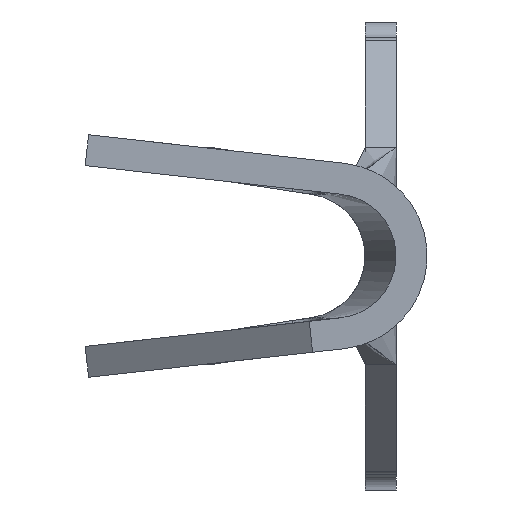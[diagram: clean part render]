
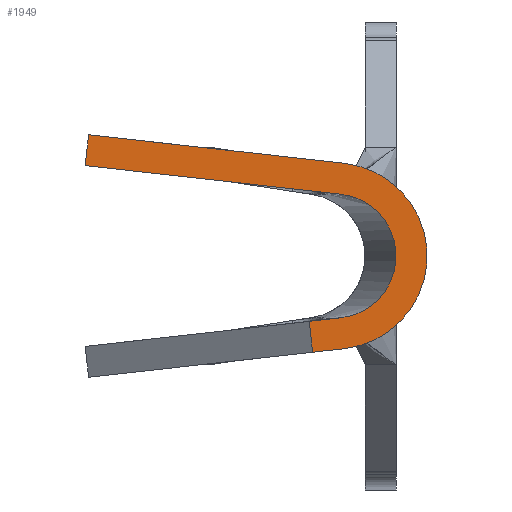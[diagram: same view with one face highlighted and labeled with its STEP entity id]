
A CAD part, left-side view. The second image highlights one B-rep face of the part: STEP entity #1949.
In plain terms, the highlighted planar face has unit normal (-1, 0, 0).
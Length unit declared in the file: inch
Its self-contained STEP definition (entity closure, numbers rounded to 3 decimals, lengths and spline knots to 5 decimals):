
#1 = CARTESIAN_POINT ( 'NONE',  ( -0.467, 0.03556, -0.03975 ) ) ;
#23 = EDGE_CURVE ( 'NONE', #870, #1429, #2870, .T. ) ;
#71 = EDGE_CURVE ( 'NONE', #860, #870, #797, .T. ) ;
#135 = VERTEX_POINT ( 'NONE', #1257 ) ;
#275 = CARTESIAN_POINT ( 'NONE',  ( -0.467, 0.03334, -0.05963 ) ) ;
#327 = DIRECTION ( 'NONE',  ( -1., 0., 0. ) ) ;
#634 = CARTESIAN_POINT ( 'NONE',  ( -0.467, 0.05368, -0.0619 ) ) ;
#662 = CARTESIAN_POINT ( 'NONE',  ( -0.467, 0.04, 0. ) ) ;
#665 = FACE_OUTER_BOUND ( 'NONE', #3810, .T. ) ;
#739 = AXIS2_PLACEMENT_3D ( 'NONE', #877, #2231, #3573 ) ;
#797 = CIRCLE ( 'NONE', #739, 0.06 ) ;
#860 = VERTEX_POINT ( 'NONE', #3667 ) ;
#870 = VERTEX_POINT ( 'NONE', #3011 ) ;
#877 = CARTESIAN_POINT ( 'NONE',  ( -0.467, 0.04, 0. ) ) ;
#909 = EDGE_CURVE ( 'NONE', #3368, #4288, #2700, .T. ) ;
#945 = VECTOR ( 'NONE', #1191, 39.37008 ) ;
#1005 = LINE ( 'NONE', #2356, #3768 ) ;
#1021 = DIRECTION ( 'NONE',  ( 0., -0.111, -0.994 ) ) ;
#1048 = ORIENTED_EDGE ( 'NONE', *, *, #71, .T. ) ;
#1084 = ORIENTED_EDGE ( 'NONE', *, *, #3050, .T. ) ;
#1184 = CARTESIAN_POINT ( 'NONE',  ( -0.467, 0.19778, 0.078 ) ) ;
#1191 = DIRECTION ( 'NONE',  ( 0., 0.994, 0.111 ) ) ;
#1257 = CARTESIAN_POINT ( 'NONE',  ( -0.467, 0.2, 0.05812 ) ) ;
#1270 = DIRECTION ( 'NONE',  ( 0., -0.994, -0.111 ) ) ;
#1285 = ORIENTED_EDGE ( 'NONE', *, *, #1637, .T. ) ;
#1308 = CIRCLE ( 'NONE', #3199, 0.04 ) ;
#1364 = DIRECTION ( 'NONE',  ( 0., 0.994, -0.111 ) ) ;
#1429 = VERTEX_POINT ( 'NONE', #1184 ) ;
#1533 = EDGE_CURVE ( 'NONE', #135, #3657, #2947, .T. ) ;
#1536 = CARTESIAN_POINT ( 'NONE',  ( -0.467, 0.0559, -0.04202 ) ) ;
#1634 = DIRECTION ( 'NONE',  ( 0., -0.994, 0.111 ) ) ;
#1637 = EDGE_CURVE ( 'NONE', #1429, #135, #1005, .T. ) ;
#1646 = EDGE_CURVE ( 'NONE', #3657, #3310, #1308, .T. ) ;
#1685 = DIRECTION ( 'NONE',  ( 0., 0., 1. ) ) ;
#1789 = AXIS2_PLACEMENT_3D ( 'NONE', #3367, #327, #1685 ) ;
#1949 = ADVANCED_FACE ( 'NONE', ( #665 ), #2022, .T. ) ;
#2020 = DIRECTION ( 'NONE',  ( 1., 0., 0. ) ) ;
#2022 = PLANE ( 'NONE',  #1789 ) ;
#2051 = ORIENTED_EDGE ( 'NONE', *, *, #1646, .T. ) ;
#2231 = DIRECTION ( 'NONE',  ( -1., 0., 0. ) ) ;
#2269 = VECTOR ( 'NONE', #1021, 39.37008 ) ;
#2356 = CARTESIAN_POINT ( 'NONE',  ( -0.467, 0.2, 0.05812 ) ) ;
#2448 = ORIENTED_EDGE ( 'NONE', *, *, #3880, .T. ) ;
#2523 = CARTESIAN_POINT ( 'NONE',  ( -0.467, 0.03556, -0.03975 ) ) ;
#2593 = ORIENTED_EDGE ( 'NONE', *, *, #1533, .T. ) ;
#2628 = VECTOR ( 'NONE', #1364, 39.37008 ) ;
#2700 = LINE ( 'NONE', #4035, #2269 ) ;
#2785 = VECTOR ( 'NONE', #1270, 39.37008 ) ;
#2870 = LINE ( 'NONE', #4205, #945 ) ;
#2947 = LINE ( 'NONE', #4284, #2785 ) ;
#3011 = CARTESIAN_POINT ( 'NONE',  ( -0.467, 0.03334, 0.05963 ) ) ;
#3040 = LINE ( 'NONE', #1, #2628 ) ;
#3050 = EDGE_CURVE ( 'NONE', #4288, #860, #3315, .T. ) ;
#3199 = AXIS2_PLACEMENT_3D ( 'NONE', #662, #2020, #3365 ) ;
#3310 = VERTEX_POINT ( 'NONE', #2523 ) ;
#3315 = LINE ( 'NONE', #275, #3678 ) ;
#3365 = DIRECTION ( 'NONE',  ( 0., 0., 1. ) ) ;
#3367 = CARTESIAN_POINT ( 'NONE',  ( -0.467, 0.04, 0. ) ) ;
#3368 = VERTEX_POINT ( 'NONE', #1536 ) ;
#3528 = ORIENTED_EDGE ( 'NONE', *, *, #909, .T. ) ;
#3568 = ORIENTED_EDGE ( 'NONE', *, *, #23, .T. ) ;
#3573 = DIRECTION ( 'NONE',  ( 0., 0., 1. ) ) ;
#3657 = VERTEX_POINT ( 'NONE', #4186 ) ;
#3667 = CARTESIAN_POINT ( 'NONE',  ( -0.467, 0.03334, -0.05963 ) ) ;
#3678 = VECTOR ( 'NONE', #1634, 39.37008 ) ;
#3697 = DIRECTION ( 'NONE',  ( 0., 0.111, -0.994 ) ) ;
#3768 = VECTOR ( 'NONE', #3697, 39.37008 ) ;
#3810 = EDGE_LOOP ( 'NONE', ( #3528, #1084, #1048, #3568, #1285, #2593, #2051, #2448 ) ) ;
#3880 = EDGE_CURVE ( 'NONE', #3310, #3368, #3040, .T. ) ;
#4035 = CARTESIAN_POINT ( 'NONE',  ( -0.467, 0.0559, -0.04202 ) ) ;
#4186 = CARTESIAN_POINT ( 'NONE',  ( -0.467, 0.03556, 0.03975 ) ) ;
#4205 = CARTESIAN_POINT ( 'NONE',  ( -0.467, 0.03334, 0.05963 ) ) ;
#4284 = CARTESIAN_POINT ( 'NONE',  ( -0.467, 0.03556, 0.03975 ) ) ;
#4288 = VERTEX_POINT ( 'NONE', #634 ) ;
